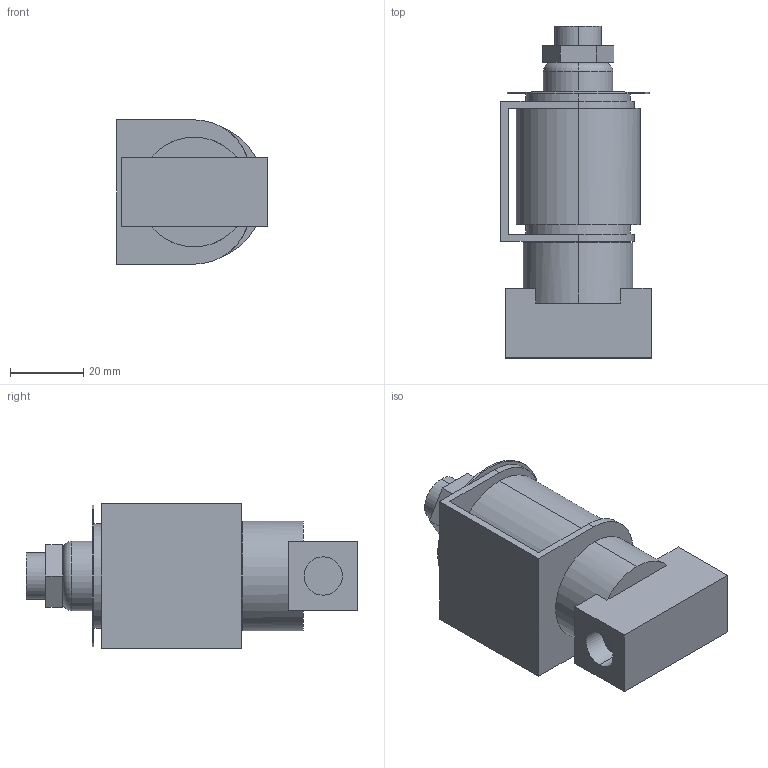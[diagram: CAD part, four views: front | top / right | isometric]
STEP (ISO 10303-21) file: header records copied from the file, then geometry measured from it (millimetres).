
FILE_DESCRIPTION (( 'STEP AP214' ), '1' );
FILE_NAME ('YS302P-9A.STEP', '2025-09-03T07:03:22', ( '' ), ( '' ), 'SwSTEP 2.0', 'SolidWorks 2024', '' );
FILE_SCHEMA (( 'AUTOMOTIVE_DESIGN' ));
Length unit declared in the file: millimetre
Products named in the file (3): ZS302-9_9A; AS302P_AS302P; YS302P-9A
Assembly tree (2 placements, depth 2):
  YS302P-9A
    ZS302-9_9A
    AS302P_AS302P
Bounding box: 41.16 x 90.85 x 39.47 mm (x, y, z)
Volume: 67819.7 mm3; surface area: 20296.4 mm2
Topology: 2 solids, 2 shells, 65 faces, 152 edges, 100 vertices
Faces by surface type: plane 37, cylinder 26, torus 2
Entity records: 1970 total; most frequent: DIRECTION 356, CARTESIAN_POINT 322, ORIENTED_EDGE 304, EDGE_CURVE 152, AXIS2_PLACEMENT_3D 134, VERTEX_POINT 100, VECTOR 88, LINE 88
